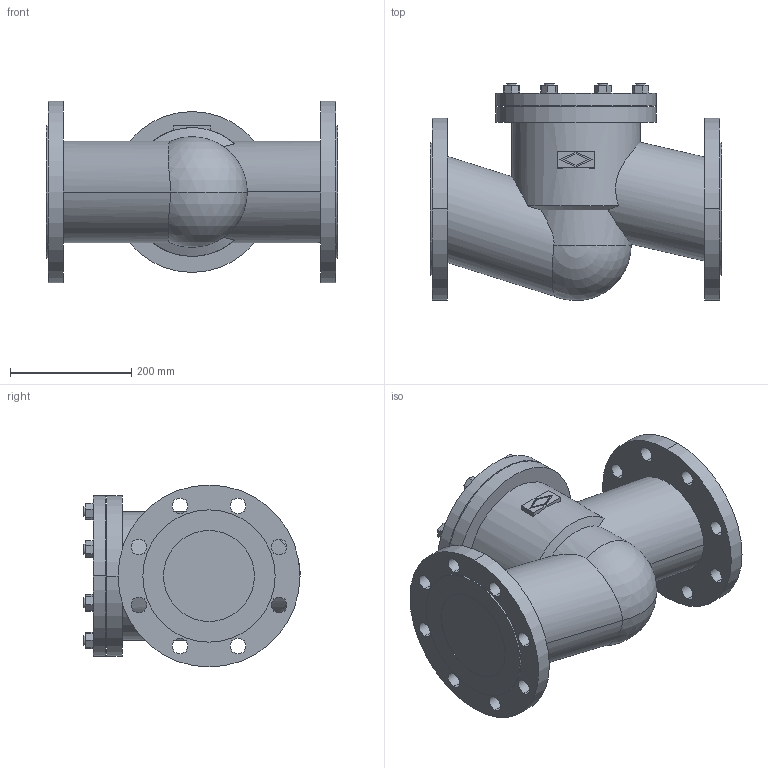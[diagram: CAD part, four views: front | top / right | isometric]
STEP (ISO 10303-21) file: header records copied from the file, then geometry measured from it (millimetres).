
FILE_DESCRIPTION(('OneSpaceDesigner STEP Export'),'2;1');
FILE_NAME('c000000131.stp','2004-11-26T 8:32:35',(''),(''),'OneSpace Designer STEP processor (Jan. 2003) for AP214(CD)(Solid Model)','OneSpace Designer 12.01D 09-Jul-2004 (C) CoCreate Software GmbH','');
FILE_SCHEMA(('AUTOMOTIVE_DESIGN_CC2 {1 2 10303 214 -1 1 5 1}'));
Length unit declared in the file: millimetre
Products named in the file (1): 1
Bounding box: 480 x 357.57 x 300 mm (x, y, z)
Volume: 20087564.8 mm3; surface area: 764539.3 mm2
Topology: 1 solids, 1 shells, 169 faces, 416 edges, 275 vertices
Faces by surface type: plane 91, cylinder 74, sphere 2, cone 2
Entity records: 4845 total; most frequent: CARTESIAN_POINT 1073, ORIENTED_EDGE 828, DIRECTION 671, EDGE_CURVE 414, VERTEX_POINT 275, VECTOR 251, LINE 251, EDGE_LOOP 229
